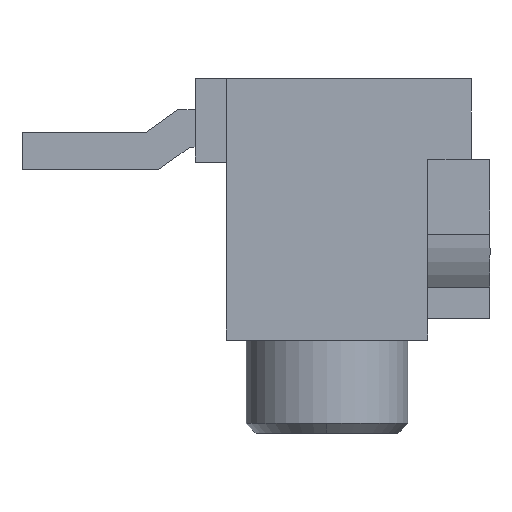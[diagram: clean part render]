
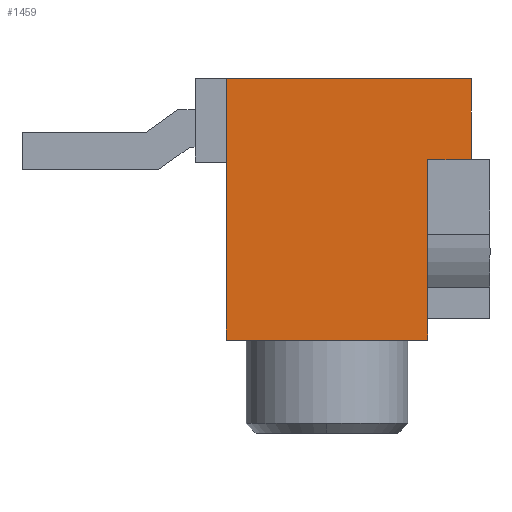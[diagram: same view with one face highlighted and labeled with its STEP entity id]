
A CAD part, left-side view. The second image highlights one B-rep face of the part: STEP entity #1459.
In plain terms, the highlighted planar face has unit normal (-1, 0, 0).
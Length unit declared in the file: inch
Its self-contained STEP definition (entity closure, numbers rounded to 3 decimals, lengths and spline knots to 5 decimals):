
#45 = CARTESIAN_POINT ( 'NONE',  ( -0.6378, 0., -0.15469 ) ) ;
#85 = ORIENTED_EDGE ( 'NONE', *, *, #1733, .F. ) ;
#190 = LINE ( 'NONE', #509, #1941 ) ;
#199 = VERTEX_POINT ( 'NONE', #989 ) ;
#221 = EDGE_CURVE ( 'NONE', #199, #1482, #515, .T. ) ;
#302 = EDGE_CURVE ( 'NONE', #1574, #1114, #690, .T. ) ;
#350 = ORIENTED_EDGE ( 'NONE', *, *, #848, .F. ) ;
#363 = CARTESIAN_POINT ( 'NONE',  ( -0.6378, 0.38386, -0.25591 ) ) ;
#381 = DIRECTION ( 'NONE',  ( 0., -1., 0. ) ) ;
#509 = CARTESIAN_POINT ( 'NONE',  ( -0.6378, 0.77559, -0.82677 ) ) ;
#515 = LINE ( 'NONE', #45, #550 ) ;
#543 = ORIENTED_EDGE ( 'NONE', *, *, #1016, .T. ) ;
#550 = VECTOR ( 'NONE', #1795, 39.37008 ) ;
#596 = EDGE_LOOP ( 'NONE', ( #942, #85, #1797, #350, #1268, #543 ) ) ;
#690 = LINE ( 'NONE', #735, #1819 ) ;
#697 = VECTOR ( 'NONE', #1879, 39.37008 ) ;
#722 = LINE ( 'NONE', #1363, #757 ) ;
#735 = CARTESIAN_POINT ( 'NONE',  ( -0.6378, 0.77559, -0.82677 ) ) ;
#757 = VECTOR ( 'NONE', #975, 39.37008 ) ;
#760 = CARTESIAN_POINT ( 'NONE',  ( -0.6378, 0.1378, -0.41339 ) ) ;
#848 = EDGE_CURVE ( 'NONE', #1574, #199, #722, .T. ) ;
#889 = FACE_OUTER_BOUND ( 'NONE', #596, .T. ) ;
#900 = DIRECTION ( 'NONE',  ( 0., -1., 0. ) ) ;
#942 = ORIENTED_EDGE ( 'NONE', *, *, #1801, .F. ) ;
#975 = DIRECTION ( 'NONE',  ( 0., -1., 0. ) ) ;
#982 = CARTESIAN_POINT ( 'NONE',  ( -0.6378, 0.1378, -0.25591 ) ) ;
#989 = CARTESIAN_POINT ( 'NONE',  ( -0.6378, 0., 0. ) ) ;
#993 = CARTESIAN_POINT ( 'NONE',  ( -0.6378, 0.77559, -0.82677 ) ) ;
#1016 = EDGE_CURVE ( 'NONE', #1114, #1185, #190, .T. ) ;
#1023 = DIRECTION ( 'NONE',  ( 0., 0., -1. ) ) ;
#1074 = CARTESIAN_POINT ( 'NONE',  ( -0.6378, 0.77559, -0.82677 ) ) ;
#1114 = VERTEX_POINT ( 'NONE', #993 ) ;
#1148 = AXIS2_PLACEMENT_3D ( 'NONE', #1074, #2040, #900 ) ;
#1185 = VERTEX_POINT ( 'NONE', #1234 ) ;
#1234 = CARTESIAN_POINT ( 'NONE',  ( -0.6378, 0.1378, -0.82677 ) ) ;
#1265 = CARTESIAN_POINT ( 'NONE',  ( -0.6378, 0.77559, 0. ) ) ;
#1268 = ORIENTED_EDGE ( 'NONE', *, *, #302, .T. ) ;
#1363 = CARTESIAN_POINT ( 'NONE',  ( -0.6378, 0.77559, 0. ) ) ;
#1395 = PLANE ( 'NONE',  #1148 ) ;
#1406 = CARTESIAN_POINT ( 'NONE',  ( -0.6378, 0., -0.25591 ) ) ;
#1459 = ADVANCED_FACE ( 'NONE', ( #889 ), #1395, .T. ) ;
#1482 = VERTEX_POINT ( 'NONE', #1406 ) ;
#1506 = VERTEX_POINT ( 'NONE', #982 ) ;
#1527 = LINE ( 'NONE', #760, #697 ) ;
#1557 = VECTOR ( 'NONE', #1810, 39.37008 ) ;
#1574 = VERTEX_POINT ( 'NONE', #1265 ) ;
#1733 = EDGE_CURVE ( 'NONE', #1482, #1506, #1788, .T. ) ;
#1788 = LINE ( 'NONE', #363, #1557 ) ;
#1795 = DIRECTION ( 'NONE',  ( 0., 0., -1. ) ) ;
#1797 = ORIENTED_EDGE ( 'NONE', *, *, #221, .F. ) ;
#1801 = EDGE_CURVE ( 'NONE', #1506, #1185, #1527, .T. ) ;
#1810 = DIRECTION ( 'NONE',  ( 0., 1., 0. ) ) ;
#1819 = VECTOR ( 'NONE', #1023, 39.37008 ) ;
#1879 = DIRECTION ( 'NONE',  ( 0., 0., -1. ) ) ;
#1941 = VECTOR ( 'NONE', #381, 39.37008 ) ;
#2040 = DIRECTION ( 'NONE',  ( -1., 0., 0. ) ) ;
